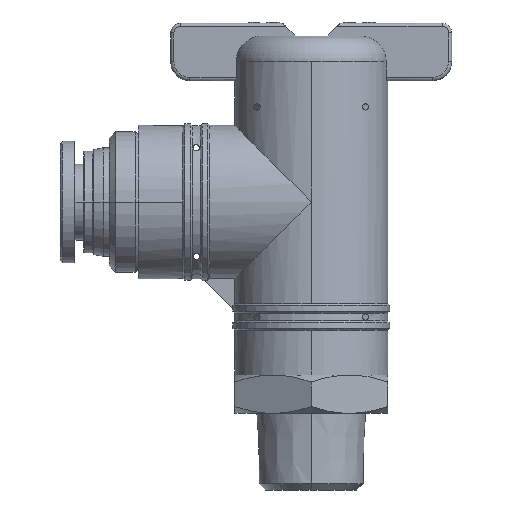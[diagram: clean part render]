
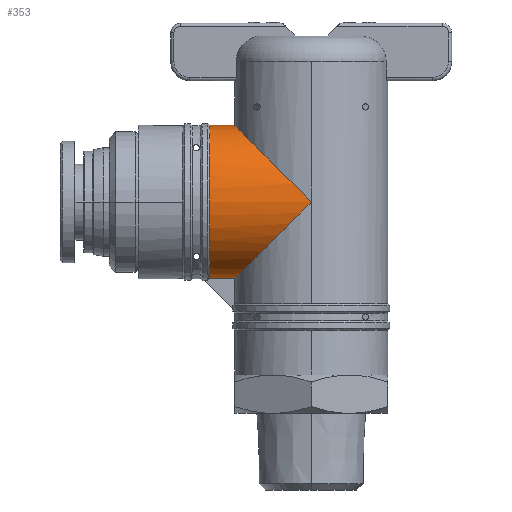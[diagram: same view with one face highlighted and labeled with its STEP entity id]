
A CAD part, left-side view. The second image highlights one B-rep face of the part: STEP entity #353.
In plain terms, the highlighted cylindrical face has radius 12 mm (diameter 24 mm), a partial arc.
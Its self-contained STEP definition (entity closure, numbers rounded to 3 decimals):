
#303=CARTESIAN_POINT('',(0.,-8.65,8.45));
#304=DIRECTION('',(0.0,1.0,0.0));
#305=DIRECTION('',(1.0,0.0,0.0));
#306=AXIS2_PLACEMENT_3D('',#303,#304,#305);
#307=CYLINDRICAL_SURFACE('',#306,12.0);
#308=CARTESIAN_POINT('',(0.,7.25,20.45));
#309=VERTEX_POINT('',#308);
#310=CARTESIAN_POINT('',(0.,3.35,20.45));
#311=VERTEX_POINT('',#310);
#312=CARTESIAN_POINT('',(0.,7.25,20.45));
#313=DIRECTION('',(0.0,-1.0,0.0));
#314=VECTOR('',#313,3.9);
#315=LINE('',#312,#314);
#316=EDGE_CURVE('',#309,#311,#315,.T.);
#317=ORIENTED_EDGE('',*,*,#316,.F.);
#318=CARTESIAN_POINT('',(0.,7.25,-3.55));
#319=VERTEX_POINT('',#318);
#320=CARTESIAN_POINT('',(0.,7.25,8.45));
#321=DIRECTION('',(0.0,-1.0,0.0));
#322=DIRECTION('',(1.0,0.0,0.0));
#323=AXIS2_PLACEMENT_3D('',#320,#321,#322);
#324=CIRCLE('',#323,12.0);
#325=EDGE_CURVE('',#309,#319,#324,.T.);
#326=ORIENTED_EDGE('',*,*,#325,.T.);
#327=CARTESIAN_POINT('',(0.,3.35,-3.55));
#328=VERTEX_POINT('',#327);
#329=CARTESIAN_POINT('',(0.,3.35,-3.55));
#330=DIRECTION('',(0.0,1.0,0.0));
#331=VECTOR('',#330,3.9);
#332=LINE('',#329,#331);
#333=EDGE_CURVE('',#328,#319,#332,.T.);
#334=ORIENTED_EDGE('',*,*,#333,.F.);
#335=CARTESIAN_POINT('',(-12.,-8.65,8.45));
#336=VERTEX_POINT('',#335);
#337=CARTESIAN_POINT('',(0.,-8.65,8.45));
#338=DIRECTION('',(0.0,0.707,0.707));
#339=DIRECTION('',(0.0,-0.707,0.707));
#340=AXIS2_PLACEMENT_3D('',#337,#338,#339);
#341=ELLIPSE('',#340,16.971,12.);
#342=EDGE_CURVE('',#328,#336,#341,.T.);
#343=ORIENTED_EDGE('',*,*,#342,.T.);
#344=CARTESIAN_POINT('',(0.,-8.65,8.45));
#345=DIRECTION('',(0.0,0.707,-0.707));
#346=DIRECTION('',(0.0,0.707,0.707));
#347=AXIS2_PLACEMENT_3D('',#344,#345,#346);
#348=ELLIPSE('',#347,16.971,12.);
#349=EDGE_CURVE('',#336,#311,#348,.T.);
#350=ORIENTED_EDGE('',*,*,#349,.T.);
#351=EDGE_LOOP('',(#317,#326,#334,#343,#350));
#352=FACE_OUTER_BOUND('',#351,.T.);
#353=ADVANCED_FACE('',(#352),#307,.T.);
